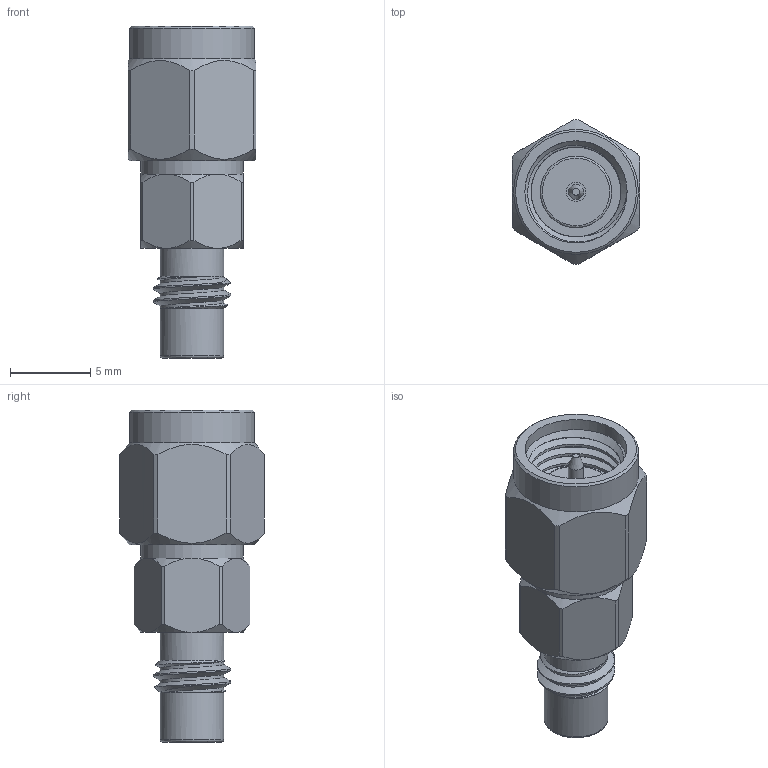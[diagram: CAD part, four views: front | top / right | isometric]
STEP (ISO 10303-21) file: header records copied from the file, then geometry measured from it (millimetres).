
FILE_DESCRIPTION (( 'STEP AP203' ), '1' );
FILE_NAME ('PE9149_3D.step', '2021-09-01T15:12:42', ( '' ), ( '' ), 'SwSTEP 2.0', 'SolidWorks 2021', '' );
FILE_SCHEMA (( 'CONFIG_CONTROL_DESIGN' ));
Length unit declared in the file: inch
Products named in the file (1): PE9149_3D
Bounding box: 7.94 x 8.99 x 20.62 mm (x, y, z)
Volume: 585.2 mm3; surface area: 800.3 mm2
Topology: 1 solids, 1 shells, 84 faces, 210 edges, 138 vertices
Faces by surface type: cylinder 31, plane 24, cone 21, bspline 7, torus 1
Full cylindrical faces by diameter (mm): 0.686 x1, 0.94 x1, 1.194 x1, 2.692 x1, 3.454 x1, 3.962 x2, 4.445 x1, 6.35 x7, 6.604 x1, 7.762 x1
Entity records: 5481 total; most frequent: CARTESIAN_POINT 3750, ORIENTED_EDGE 356, DIRECTION 300, EDGE_CURVE 178, AXIS2_PLACEMENT_3D 138, VERTEX_POINT 132, EDGE_LOOP 108, FACE_OUTER_BOUND 92
